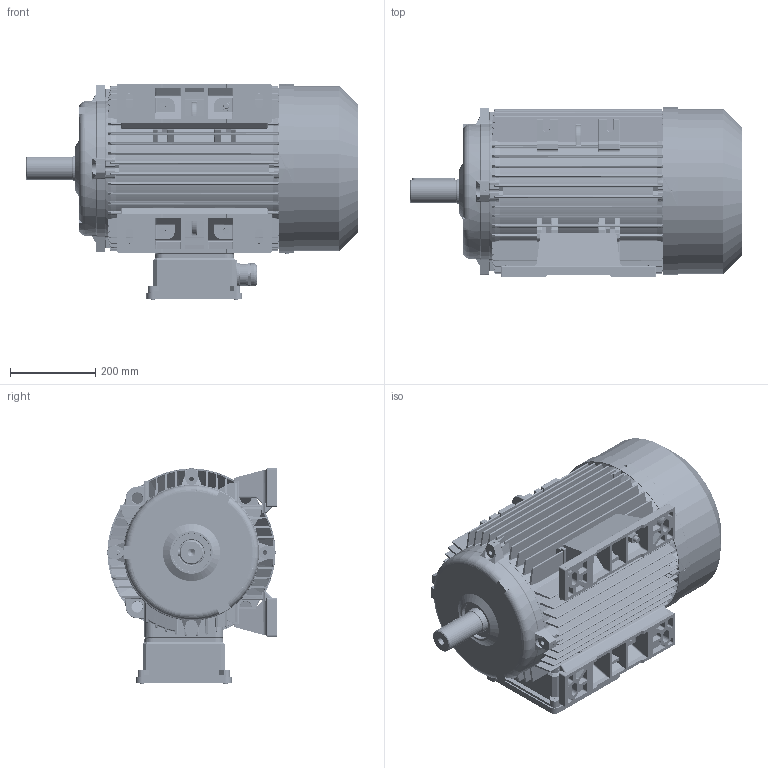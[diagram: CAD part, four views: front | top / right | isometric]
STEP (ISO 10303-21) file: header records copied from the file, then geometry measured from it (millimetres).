
FILE_DESCRIPTION (( 'STEP AP214' ), '1' );
FILE_NAME ('CA200L-B3-IC411-2-4-6-8 POLES-TB LEFT.STEP', '2024-09-23T08:09:01', ( '' ), ( '' ), 'SwSTEP 2.0', 'SolidWorks 2024', '' );
FILE_SCHEMA (( 'AUTOMOTIVE_DESIGN' ));
Length unit declared in the file: millimetre
Products named in the file (24): hex bolt gradeab_iso_ISO 4014 - M5 x 25 x 16-C; Coperchio scatola morsetti 225T-250T; Targhetta motore_LAMIERA ALLUMINIO; socket head cap screw_iso_ISO 4762 M6 x 25 --- 25C; Radial Ball Bearing_68_SKF1_SKF - 6312 - 10,DE,AC,10_68; Scudo serie C200L ant. e post._DEFAULT; Copriventola  200-225T h.185; Scatola morsetti 225T-250T; hex bolt gradeab_iso_ISO 4014 - M10 x 60 x 60-N; Ventola 225T-diam.330-7Pale-4Poli; Vite TE M14 L.85; Guarnizione scatola-motore 225-250T; PRESSACAVO M50; Tappo M50; Coprimorsettiera  225T-250T; CA200L-B3-IC411-2-4-6-8 POLES-TB LEFT; parallel_din_Parallel key A16 x 10 x 100 DIN 6885; hex nut gradec_iso_Hexagon Nut ISO - 4034 - M10 - N; Guarnizione scatola-coperchio 225T-250T; Carcassa 225T-B3-B5_Per Altezza pacco 250; Piede 200L; Dado M14; Albero serie C-FC200L- 4 POLI; chiodino targhetta d.3.2x6
Assembly tree (29 placements, depth 3):
  CA200L-B3-IC411-2-4-6-8 POLES-TB LEFT
    Albero serie C-FC200L- 4 POLI
    hex nut gradec_iso_Hexagon Nut ISO - 4034 - M10 - N
    Ventola 225T-diam.330-7Pale-4Poli
    Radial Ball Bearing_68_SKF1_SKF - 6312 - 10,DE,AC,10_68  x2
    Scudo serie C200L ant. e post._DEFAULT  x2
    hex bolt gradeab_iso_ISO 4014 - M10 x 60 x 60-N
    Copriventola  200-225T h.185
    parallel_din_Parallel key A16 x 10 x 100 DIN 6885
    Targhetta motore_LAMIERA ALLUMINIO
    chiodino targhetta d.3.2x6
    hex bolt gradeab_iso_ISO 4014 - M5 x 25 x 16-C
    Piede 200L  x2
    Vite TE M14 L.85
    Dado M14
    Carcassa 225T-B3-B5_Per Altezza pacco 250
    Coprimorsettiera  225T-250T
      Scatola morsetti 225T-250T
      Guarnizione scatola-coperchio 225T-250T
      Guarnizione scatola-motore 225-250T
      Coperchio scatola morsetti 225T-250T
      socket head cap screw_iso_ISO 4762 M6 x 25 --- 25C  x4
      Tappo M50
      PRESSACAVO M50
Bounding box: 780 x 397.5 x 505.5 mm (x, y, z)
Volume: 16107788.6 mm3; surface area: 4533292.8 mm2
Topology: 28 solids, 29 shells, 7560 faces, 20320 edges, 12775 vertices
Faces by surface type: plane 3517, cylinder 1853, bspline 753, torus 700, cone 386, sphere 351
Entity records: 241153 total; most frequent: CARTESIAN_POINT 73286, ORIENTED_EDGE 36438, DIRECTION 32257, EDGE_CURVE 18219, VERTEX_POINT 11501, AXIS2_PLACEMENT_3D 10756, VECTOR 10745, LINE 10745
